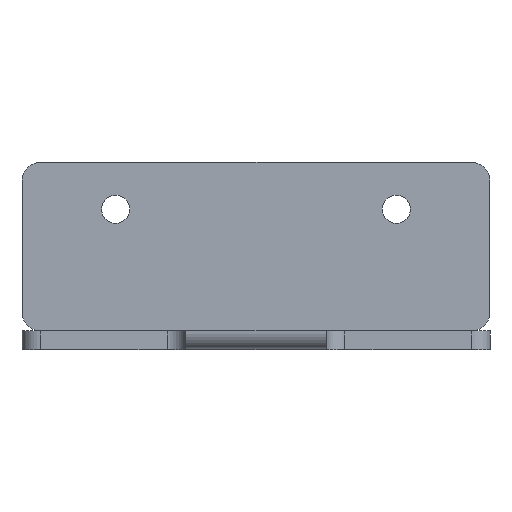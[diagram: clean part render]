
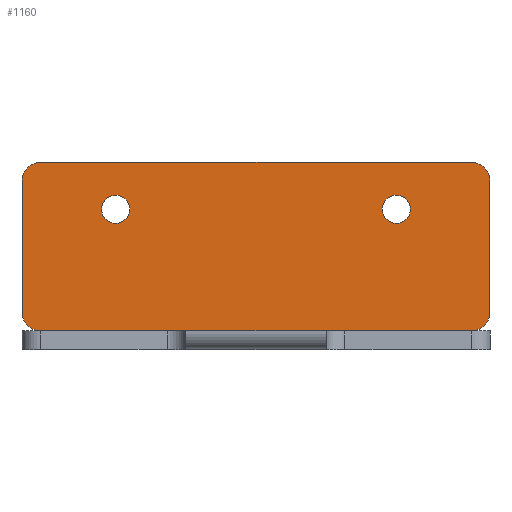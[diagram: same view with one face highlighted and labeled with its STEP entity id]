
A CAD part, front view. The second image highlights one B-rep face of the part: STEP entity #1160.
In plain terms, the highlighted planar face has unit normal (0, -1, 0).
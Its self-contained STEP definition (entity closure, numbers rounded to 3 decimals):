
#3 = ORIENTED_EDGE ( 'NONE', *, *, #191, .T. ) ;
#7 = EDGE_CURVE ( 'NONE', #483, #558, #627, .T. ) ;
#29 = DIRECTION ( 'NONE',  ( 0., -1., 0. ) ) ;
#52 = VERTEX_POINT ( 'NONE', #683 ) ;
#54 = ORIENTED_EDGE ( 'NONE', *, *, #1101, .T. ) ;
#58 = DIRECTION ( 'NONE',  ( 1., 0., 0. ) ) ;
#91 = FACE_OUTER_BOUND ( 'NONE', #235, .T. ) ;
#111 = AXIS2_PLACEMENT_3D ( 'NONE', #338, #29, #1199 ) ;
#119 = DIRECTION ( 'NONE',  ( 0., -1., 0. ) ) ;
#120 = DIRECTION ( 'NONE',  ( 0., 1., 0. ) ) ;
#128 = VECTOR ( 'NONE', #986, 1000. ) ;
#133 = LINE ( 'NONE', #620, #1163 ) ;
#136 = CARTESIAN_POINT ( 'NONE',  ( -15., -50., 15. ) ) ;
#137 = CARTESIAN_POINT ( 'NONE',  ( 23., -50., 18. ) ) ;
#139 = CIRCLE ( 'NONE', #863, 2. ) ;
#147 = EDGE_LOOP ( 'NONE', ( #526, #1020 ) ) ;
#157 = AXIS2_PLACEMENT_3D ( 'NONE', #136, #835, #856 ) ;
#158 = CARTESIAN_POINT ( 'NONE',  ( -25., -50., 20. ) ) ;
#173 = ORIENTED_EDGE ( 'NONE', *, *, #516, .T. ) ;
#176 = CIRCLE ( 'NONE', #1197, 1.5 ) ;
#188 = VERTEX_POINT ( 'NONE', #816 ) ;
#191 = EDGE_CURVE ( 'NONE', #544, #268, #139, .T. ) ;
#206 = EDGE_CURVE ( 'NONE', #491, #438, #422, .T. ) ;
#207 = EDGE_LOOP ( 'NONE', ( #925, #453 ) ) ;
#224 = CARTESIAN_POINT ( 'NONE',  ( 25., -50., 18. ) ) ;
#235 = EDGE_LOOP ( 'NONE', ( #173, #701, #54, #3, #1225, #983, #1088, #356, #600, #878 ) ) ;
#243 = CARTESIAN_POINT ( 'NONE',  ( -15., -50., 15. ) ) ;
#249 = DIRECTION ( 'NONE',  ( 0., 0., -1. ) ) ;
#257 = DIRECTION ( 'NONE',  ( 0., 0., 1. ) ) ;
#263 = EDGE_CURVE ( 'NONE', #558, #483, #468, .T. ) ;
#268 = VERTEX_POINT ( 'NONE', #755 ) ;
#270 = DIRECTION ( 'NONE',  ( 1., 0., 0. ) ) ;
#299 = DIRECTION ( 'NONE',  ( 0., 1., 0. ) ) ;
#317 = EDGE_CURVE ( 'NONE', #389, #438, #1122, .T. ) ;
#320 = CARTESIAN_POINT ( 'NONE',  ( 25., -50., 20. ) ) ;
#325 = CARTESIAN_POINT ( 'NONE',  ( 0., -50., 2. ) ) ;
#338 = CARTESIAN_POINT ( 'NONE',  ( -23., -50., 18. ) ) ;
#348 = FACE_BOUND ( 'NONE', #207, .T. ) ;
#353 = VERTEX_POINT ( 'NONE', #1033 ) ;
#356 = ORIENTED_EDGE ( 'NONE', *, *, #548, .T. ) ;
#389 = VERTEX_POINT ( 'NONE', #478 ) ;
#406 = LINE ( 'NONE', #320, #128 ) ;
#416 = CIRCLE ( 'NONE', #111, 2. ) ;
#422 = CIRCLE ( 'NONE', #1127, 2. ) ;
#431 = CIRCLE ( 'NONE', #872, 2. ) ;
#432 = DIRECTION ( 'NONE',  ( 0., 0., 1. ) ) ;
#438 = VERTEX_POINT ( 'NONE', #473 ) ;
#441 = CIRCLE ( 'NONE', #157, 1.5 ) ;
#453 = ORIENTED_EDGE ( 'NONE', *, *, #914, .T. ) ;
#468 = CIRCLE ( 'NONE', #682, 1.5 ) ;
#473 = CARTESIAN_POINT ( 'NONE',  ( 23., -50., 20. ) ) ;
#478 = CARTESIAN_POINT ( 'NONE',  ( -23., -50., 20. ) ) ;
#480 = DIRECTION ( 'NONE',  ( 0., 0., 1. ) ) ;
#483 = VERTEX_POINT ( 'NONE', #604 ) ;
#488 = EDGE_CURVE ( 'NONE', #491, #268, #406, .T. ) ;
#491 = VERTEX_POINT ( 'NONE', #224 ) ;
#500 = AXIS2_PLACEMENT_3D ( 'NONE', #325, #120, #1013 ) ;
#516 = EDGE_CURVE ( 'NONE', #978, #353, #133, .T. ) ;
#520 = DIRECTION ( 'NONE',  ( 0., 0., 1. ) ) ;
#526 = ORIENTED_EDGE ( 'NONE', *, *, #263, .T. ) ;
#544 = VERTEX_POINT ( 'NONE', #644 ) ;
#548 = EDGE_CURVE ( 'NONE', #389, #1203, #416, .T. ) ;
#558 = VERTEX_POINT ( 'NONE', #625 ) ;
#600 = ORIENTED_EDGE ( 'NONE', *, *, #1110, .T. ) ;
#604 = CARTESIAN_POINT ( 'NONE',  ( 15., -50., 13.5 ) ) ;
#605 = DIRECTION ( 'NONE',  ( 0., -1., 0. ) ) ;
#620 = CARTESIAN_POINT ( 'NONE',  ( -25., -50., 2. ) ) ;
#625 = CARTESIAN_POINT ( 'NONE',  ( 15., -50., 16.5 ) ) ;
#627 = CIRCLE ( 'NONE', #1248, 1.5 ) ;
#628 = CARTESIAN_POINT ( 'NONE',  ( -15., -50., 16.5 ) ) ;
#643 = CARTESIAN_POINT ( 'NONE',  ( -25., -50., 2. ) ) ;
#644 = CARTESIAN_POINT ( 'NONE',  ( 23., -50., 2. ) ) ;
#666 = CARTESIAN_POINT ( 'NONE',  ( 15., -50., 15. ) ) ;
#682 = AXIS2_PLACEMENT_3D ( 'NONE', #666, #1017, #257 ) ;
#683 = CARTESIAN_POINT ( 'NONE',  ( -15., -50., 13.5 ) ) ;
#686 = FACE_BOUND ( 'NONE', #147, .T. ) ;
#701 = ORIENTED_EDGE ( 'NONE', *, *, #1084, .T. ) ;
#706 = VECTOR ( 'NONE', #270, 1000. ) ;
#733 = VERTEX_POINT ( 'NONE', #1235 ) ;
#755 = CARTESIAN_POINT ( 'NONE',  ( 25., -50., 4. ) ) ;
#758 = LINE ( 'NONE', #1125, #706 ) ;
#762 = CARTESIAN_POINT ( 'NONE',  ( -25., -50., 18. ) ) ;
#808 = CARTESIAN_POINT ( 'NONE',  ( 23., -50., 4. ) ) ;
#816 = CARTESIAN_POINT ( 'NONE',  ( -25., -50., 4. ) ) ;
#819 = DIRECTION ( 'NONE',  ( 0., 1., 0. ) ) ;
#835 = DIRECTION ( 'NONE',  ( 0., 1., 0. ) ) ;
#856 = DIRECTION ( 'NONE',  ( 0., 0., 1. ) ) ;
#862 = DIRECTION ( 'NONE',  ( 1., 0., 0. ) ) ;
#863 = AXIS2_PLACEMENT_3D ( 'NONE', #808, #1181, #998 ) ;
#872 = AXIS2_PLACEMENT_3D ( 'NONE', #989, #119, #432 ) ;
#878 = ORIENTED_EDGE ( 'NONE', *, *, #955, .T. ) ;
#914 = EDGE_CURVE ( 'NONE', #52, #1115, #176, .T. ) ;
#917 = LINE ( 'NONE', #1129, #1247 ) ;
#925 = ORIENTED_EDGE ( 'NONE', *, *, #1251, .T. ) ;
#945 = VECTOR ( 'NONE', #58, 1000. ) ;
#955 = EDGE_CURVE ( 'NONE', #188, #978, #431, .T. ) ;
#978 = VERTEX_POINT ( 'NONE', #1007 ) ;
#983 = ORIENTED_EDGE ( 'NONE', *, *, #206, .T. ) ;
#986 = DIRECTION ( 'NONE',  ( 0., 0., -1. ) ) ;
#989 = CARTESIAN_POINT ( 'NONE',  ( -23., -50., 4. ) ) ;
#994 = DIRECTION ( 'NONE',  ( 0., 0., 1. ) ) ;
#998 = DIRECTION ( 'NONE',  ( 0., 0., 1. ) ) ;
#1007 = CARTESIAN_POINT ( 'NONE',  ( -23., -50., 2. ) ) ;
#1013 = DIRECTION ( 'NONE',  ( 0., 0., 1. ) ) ;
#1017 = DIRECTION ( 'NONE',  ( 0., 1., 0. ) ) ;
#1020 = ORIENTED_EDGE ( 'NONE', *, *, #7, .T. ) ;
#1033 = CARTESIAN_POINT ( 'NONE',  ( -7.5, -50., 2. ) ) ;
#1059 = PLANE ( 'NONE',  #500 ) ;
#1084 = EDGE_CURVE ( 'NONE', #353, #733, #758, .T. ) ;
#1088 = ORIENTED_EDGE ( 'NONE', *, *, #317, .F. ) ;
#1089 = VECTOR ( 'NONE', #862, 1000. ) ;
#1101 = EDGE_CURVE ( 'NONE', #733, #544, #1112, .T. ) ;
#1110 = EDGE_CURVE ( 'NONE', #1203, #188, #917, .T. ) ;
#1112 = LINE ( 'NONE', #643, #945 ) ;
#1115 = VERTEX_POINT ( 'NONE', #628 ) ;
#1122 = LINE ( 'NONE', #158, #1089 ) ;
#1125 = CARTESIAN_POINT ( 'NONE',  ( 0., -50., 2. ) ) ;
#1127 = AXIS2_PLACEMENT_3D ( 'NONE', #137, #605, #520 ) ;
#1129 = CARTESIAN_POINT ( 'NONE',  ( -25., -50., 20. ) ) ;
#1151 = CARTESIAN_POINT ( 'NONE',  ( 15., -50., 15. ) ) ;
#1160 = ADVANCED_FACE ( 'NONE', ( #348, #686, #91 ), #1059, .F. ) ;
#1163 = VECTOR ( 'NONE', #1191, 1000. ) ;
#1181 = DIRECTION ( 'NONE',  ( 0., -1., 0. ) ) ;
#1191 = DIRECTION ( 'NONE',  ( 1., 0., 0. ) ) ;
#1197 = AXIS2_PLACEMENT_3D ( 'NONE', #243, #819, #994 ) ;
#1199 = DIRECTION ( 'NONE',  ( 0., 0., 1. ) ) ;
#1203 = VERTEX_POINT ( 'NONE', #762 ) ;
#1225 = ORIENTED_EDGE ( 'NONE', *, *, #488, .F. ) ;
#1235 = CARTESIAN_POINT ( 'NONE',  ( 7.5, -50., 2. ) ) ;
#1247 = VECTOR ( 'NONE', #249, 1000. ) ;
#1248 = AXIS2_PLACEMENT_3D ( 'NONE', #1151, #299, #480 ) ;
#1251 = EDGE_CURVE ( 'NONE', #1115, #52, #441, .T. ) ;
